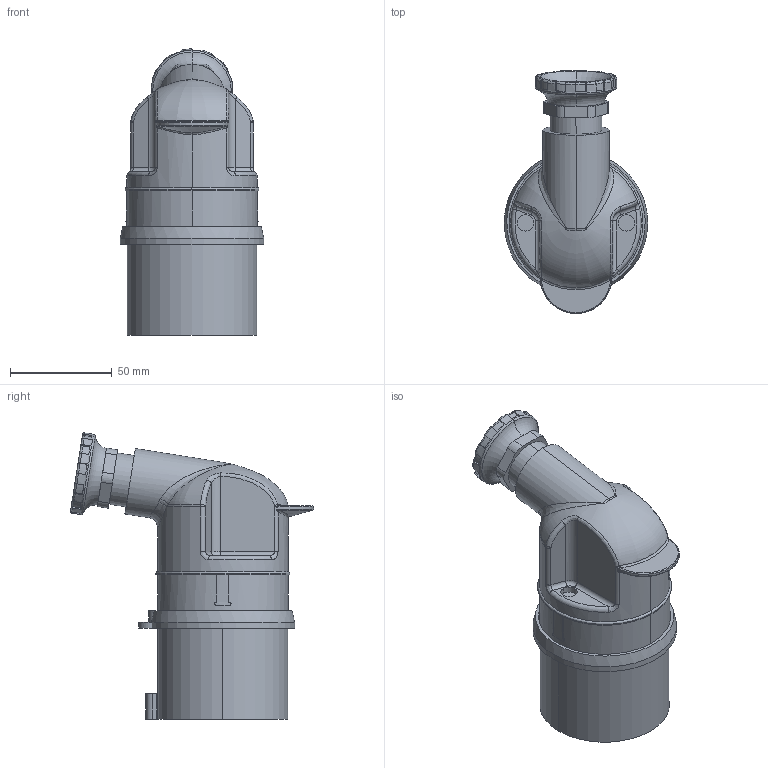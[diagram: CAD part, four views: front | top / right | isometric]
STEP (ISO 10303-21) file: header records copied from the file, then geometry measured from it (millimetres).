
FILE_DESCRIPTION((''),'2;1');
FILE_NAME('GW60102_ASM','2021-09-29T13:17:04',('User'),('Axiro Italia'),'CREO PARAMETRIC BY PTC INC, 2020354','CREO PARAMETRIC BY PTC INC, 2020354','');
FILE_SCHEMA(('CONFIG_CONTROL_DESIGN'));
Length unit declared in the file: millimetre
Products named in the file (3): GW60102_COMPONENTE_A_OR; GW60102_COMPONENTE_B_OR; GW60102_ASM
Assembly tree (2 placements, depth 2):
  GW60102_ASM
    GW60102_COMPONENTE_A_OR
    GW60102_COMPONENTE_B_OR
Bounding box: 70.5 x 119.31 x 140.56 mm (x, y, z)
Volume: 166430 mm3; surface area: 82852.3 mm2
Topology: 3 solids, 4 shells, 528 faces, 1332 edges, 834 vertices
Faces by surface type: cylinder 215, plane 161, torus 82, bspline 66, revolution 2, cone 2
Entity records: 21007 total; most frequent: CARTESIAN_POINT 8241, DIRECTION 2782, ORIENTED_EDGE 2664, EDGE_CURVE 1332, AXIS2_PLACEMENT_3D 1152, VERTEX_POINT 834, CIRCLE 687, EDGE_LOOP 558
